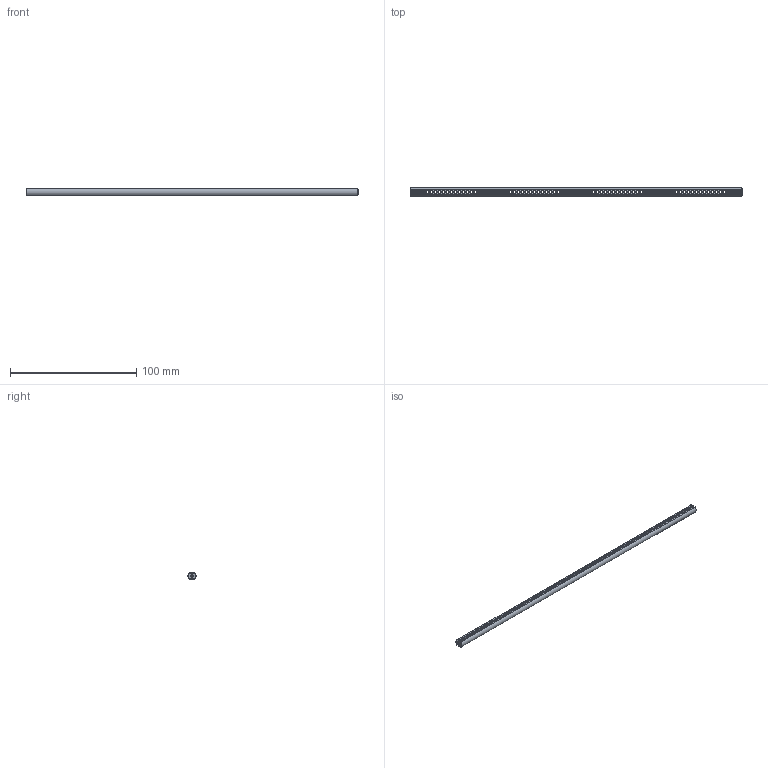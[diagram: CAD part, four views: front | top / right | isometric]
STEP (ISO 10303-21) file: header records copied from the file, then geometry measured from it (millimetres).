
FILE_DESCRIPTION(('FreeCAD Model'),'2;1');
FILE_NAME('Open CASCADE Shape Model','2024-06-18T15:45:16',(''),(''), 'Open CASCADE STEP processor 7.6','FreeCAD','Unknown');
FILE_SCHEMA(('AUTOMOTIVE_DESIGN { 1 0 10303 214 1 1 1 1 }'));
Length unit declared in the file: millimetre
Products named in the file (1): Shaft IDX BU21.00 - SPN-SFT-0204 (stemfie.org)
Bounding box: 262.5 x 6.6 x 5 mm (x, y, z)
Volume: 5991.6 mm3; surface area: 7537.3 mm2
Topology: 1 solids, 1 shells, 886 faces, 2731 edges, 1706 vertices
Faces by surface type: plane 317, cylinder 255, cone 172, extrusion 142
Full cylindrical faces by diameter (mm): 2 x253
Entity records: 31359 total; most frequent: CARTESIAN_POINT 6176, ORIENTED_EDGE 5462, DIRECTION 5113, EDGE_CURVE 2731, AXIS2_PLACEMENT_3D 1779, VERTEX_POINT 1706, VECTOR 1555, LINE 1413
